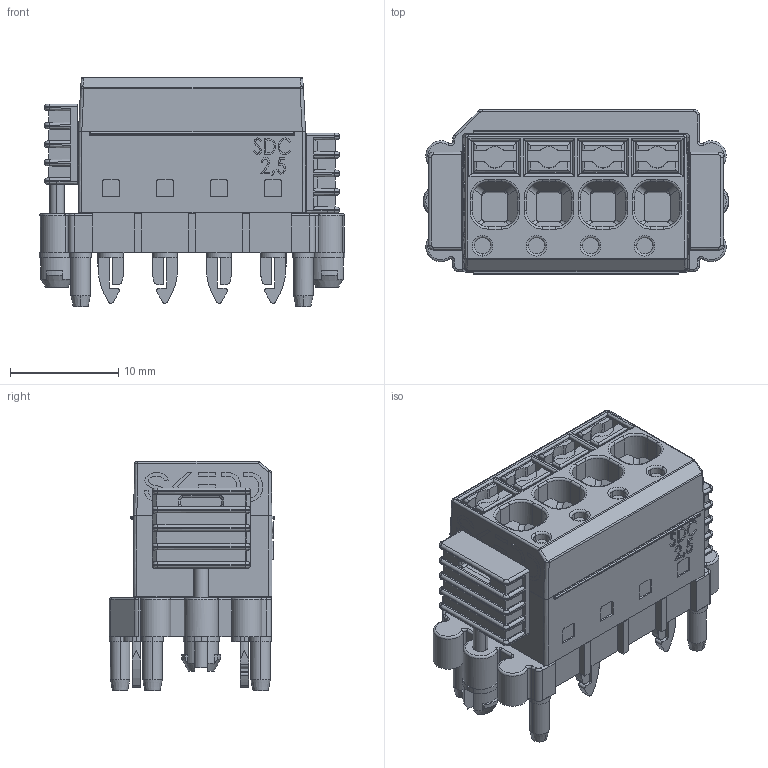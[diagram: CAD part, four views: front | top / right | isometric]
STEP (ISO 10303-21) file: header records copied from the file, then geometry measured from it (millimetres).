
FILE_DESCRIPTION(('Creo Elements/Direct Modeling STEP Export'),'2;1');
FILE_NAME('model.stp','2018-07-31T 7:34:22',(''),(''),'Creo Elements/Direct Modeling STEP processor for AP214 (Solid Model)','Creo Elements/Direct Modeling 18.1I 14-Aug-2016 (C) Parametric Technology GmbH','');
FILE_SCHEMA(('AUTOMOTIVE_DESIGN { 1 0 10303 214 1 1 1 1 }'));
Length unit declared in the file: millimetre
Products named in the file (8): PCB_Bohrloch.1.1; Position_Bohrloch.1; SDC_2.5_Schieber.2; Ver._Bohrloch.1; SDC-2.5-Seitenteil_rechts; SDC_2_5_5_GEH.2; SDC-2.5-Seitenteil_links; SDC_2.5_4-PV-5.0.1
Assembly tree (15 placements, depth 3):
  SDC_2.5_4-PV-5.0.1
    PCB_Bohrloch.1.1  x4
    SDC-2.5-Seitenteil_links
      Position_Bohrloch.1  x2
      SDC_2.5_Schieber.2
      Ver._Bohrloch.1
    SDC_2_5_5_GEH.2
    SDC-2.5-Seitenteil_rechts
      Ver._Bohrloch.1
      SDC_2.5_Schieber.2
      Position_Bohrloch.1  x2
Bounding box: 28.3 x 15.3 x 21.2 mm (x, y, z)
Volume: 4836.5 mm3; surface area: 3769.8 mm2
Topology: 13 solids, 13 shells, 1524 faces, 4027 edges, 2598 vertices
Faces by surface type: plane 932, cylinder 386, bspline 76, torus 67, cone 30, extrusion 23, sphere 10
Entity records: 62765 total; most frequent: CARTESIAN_POINT 18551, ORIENTED_EDGE 7292, DIRECTION 6297, EDGE_CURVE 3646, VECTOR 2601, LINE 2578, VERTEX_POINT 2368, AXIS2_PLACEMENT_3D 1848
